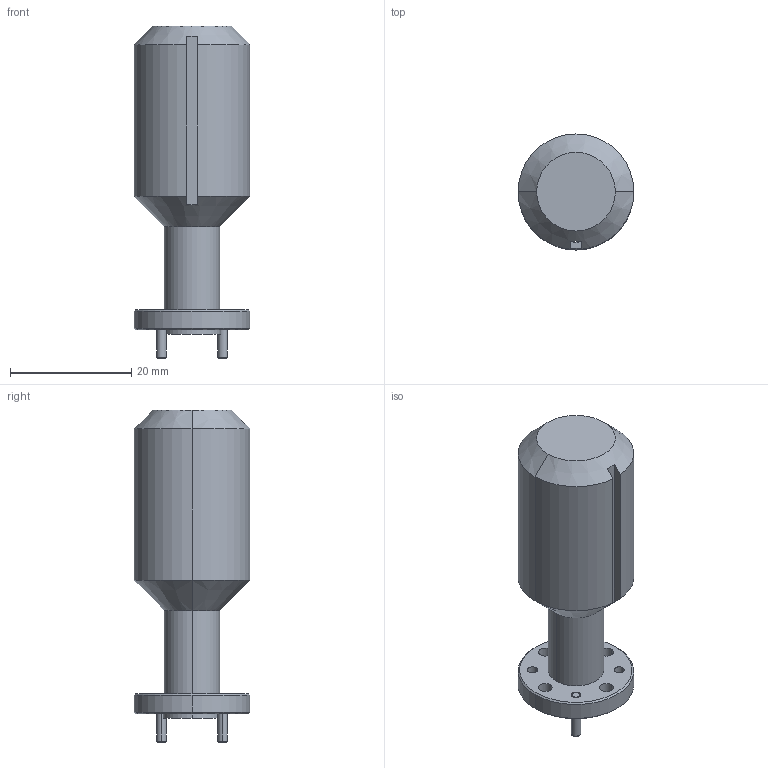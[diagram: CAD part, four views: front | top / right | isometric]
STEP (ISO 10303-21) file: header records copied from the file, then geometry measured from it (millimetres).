
FILE_DESCRIPTION (( 'STEP AP203' ), '1' );
FILE_NAME ('SAF-7531141535-110-S1.STEP', '2019-12-26T23:49:07', ( '' ), ( '' ), 'SwSTEP 2.0', 'SolidWorks 2016', '' );
FILE_SCHEMA (( 'CONFIG_CONTROL_DESIGN' ));
Length unit declared in the file: inch
Products named in the file (1): SAF-7531141535-110-S1
Bounding box: 19.05 x 19.05 x 54.67 mm (x, y, z)
Volume: 10323.2 mm3; surface area: 3533.5 mm2
Topology: 3 solids, 3 shells, 79 faces, 172 edges, 106 vertices
Faces by surface type: cylinder 39, cone 24, plane 16
Entity records: 2293 total; most frequent: DIRECTION 426, CARTESIAN_POINT 378, ORIENTED_EDGE 344, AXIS2_PLACEMENT_3D 180, EDGE_CURVE 172, VERTEX_POINT 106, EDGE_LOOP 102, CIRCLE 100
